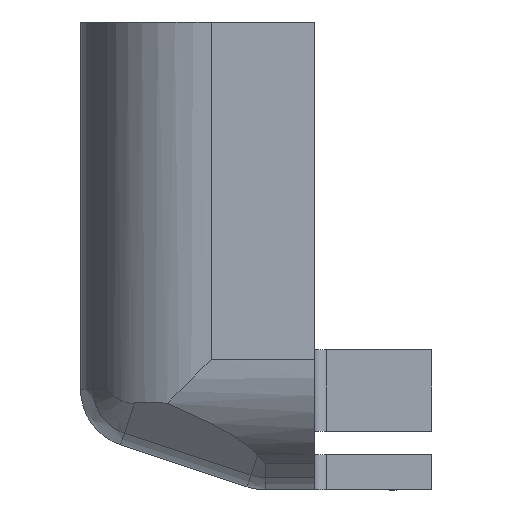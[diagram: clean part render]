
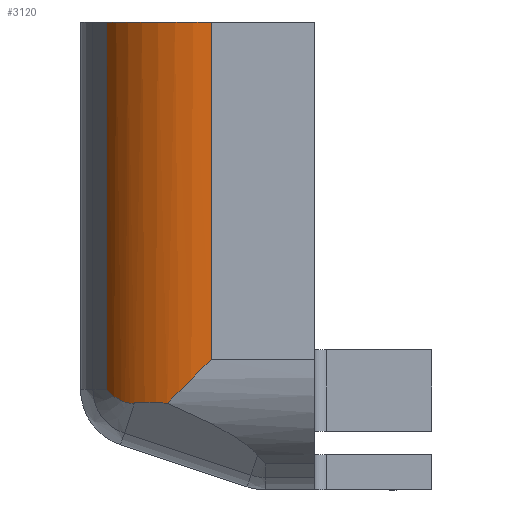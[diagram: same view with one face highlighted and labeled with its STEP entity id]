
A CAD part, left-side view. The second image highlights one B-rep face of the part: STEP entity #3120.
In plain terms, the highlighted cylindrical face has radius 10 mm (diameter 20 mm), a partial arc.
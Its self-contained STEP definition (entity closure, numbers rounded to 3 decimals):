
#30=B_SPLINE_CURVE_WITH_KNOTS('',3,(#5123,#5124,#5125,#5126,#5127,#5128,
#5129,#5130),.UNSPECIFIED.,.F.,.F.,(4,2,2,4),(0.,0.151,0.301,
0.39),.UNSPECIFIED.);
#37=ELLIPSE('',#3410,14.142,10.);
#39=ELLIPSE('',#3415,11.785,10.);
#273=FACE_OUTER_BOUND('',#462,.T.);
#462=EDGE_LOOP('',(#2586,#2587,#2588,#2589,#2590,#2591));
#763=LINE('',#5118,#1073);
#764=LINE('',#5122,#1074);
#1073=VECTOR('',#4162,10.);
#1074=VECTOR('',#4165,10.);
#1252=CIRCLE('',#3417,10.);
#1504=VERTEX_POINT('',#5099);
#1505=VERTEX_POINT('',#5101);
#1508=VERTEX_POINT('',#5111);
#1510=VERTEX_POINT('',#5117);
#1511=VERTEX_POINT('',#5119);
#1512=VERTEX_POINT('',#5121);
#1889=EDGE_CURVE('',#1504,#1505,#37,.T.);
#1894=EDGE_CURVE('',#1508,#1505,#39,.T.);
#1897=EDGE_CURVE('',#1504,#1510,#763,.T.);
#1898=EDGE_CURVE('',#1510,#1511,#1252,.T.);
#1899=EDGE_CURVE('',#1511,#1512,#764,.T.);
#1900=EDGE_CURVE('',#1512,#1508,#30,.T.);
#2586=ORIENTED_EDGE('',*,*,#1889,.F.);
#2587=ORIENTED_EDGE('',*,*,#1897,.T.);
#2588=ORIENTED_EDGE('',*,*,#1898,.T.);
#2589=ORIENTED_EDGE('',*,*,#1899,.T.);
#2590=ORIENTED_EDGE('',*,*,#1900,.T.);
#2591=ORIENTED_EDGE('',*,*,#1894,.T.);
#2991=CYLINDRICAL_SURFACE('',#3416,10.);
#3120=ADVANCED_FACE('',(#273),#2991,.T.);
#3410=AXIS2_PLACEMENT_3D('',#5102,#4144,#4145);
#3415=AXIS2_PLACEMENT_3D('',#5112,#4156,#4157);
#3416=AXIS2_PLACEMENT_3D('',#5116,#4160,#4161);
#3417=AXIS2_PLACEMENT_3D('',#5120,#4163,#4164);
#4144=DIRECTION('center_axis',(0.,-0.707,
-0.707));
#4145=DIRECTION('ref_axis',(0.,0.707,-0.707));
#4156=DIRECTION('center_axis',(0.447,-0.283,0.849));
#4157=DIRECTION('ref_axis',(-0.717,0.454,0.529));
#4160=DIRECTION('center_axis',(0.,0.,1.));
#4161=DIRECTION('ref_axis',(-0.851,0.526,0.));
#4162=DIRECTION('',(0.,0.,1.));
#4163=DIRECTION('center_axis',(0.,0.,-1.));
#4164=DIRECTION('ref_axis',(-0.851,0.526,0.));
#4165=DIRECTION('',(0.,0.,-1.));
#5099=CARTESIAN_POINT('',(0.,18.82,11.18));
#5101=CARTESIAN_POINT('',(0.737,22.589,7.411));
#5102=CARTESIAN_POINT('Origin',(10.,18.82,11.18));
#5111=CARTESIAN_POINT('',(2.461,25.389,7.437));
#5112=CARTESIAN_POINT('Origin',(10.,18.82,1.273));
#5116=CARTESIAN_POINT('Origin',(10.,18.82,0.));
#5117=CARTESIAN_POINT('',(0.,18.82,40.));
#5118=CARTESIAN_POINT('',(0.,18.82,0.));
#5119=CARTESIAN_POINT('',(5.528,27.764,40.));
#5120=CARTESIAN_POINT('Origin',(10.,18.82,40.));
#5121=CARTESIAN_POINT('',(5.528,27.764,8.604));
#5122=CARTESIAN_POINT('',(5.528,27.764,0.));
#5123=CARTESIAN_POINT('Ctrl Pts',(5.528,27.764,8.604));
#5124=CARTESIAN_POINT('Ctrl Pts',(5.136,27.568,8.36));
#5125=CARTESIAN_POINT('Ctrl Pts',(4.709,27.321,8.113));
#5126=CARTESIAN_POINT('Ctrl Pts',(3.878,26.743,7.708));
#5127=CARTESIAN_POINT('Ctrl Pts',(3.473,26.412,7.55));
#5128=CARTESIAN_POINT('Ctrl Pts',(2.901,25.869,7.429));
#5129=CARTESIAN_POINT('Ctrl Pts',(2.669,25.628,7.407));
#5130=CARTESIAN_POINT('Ctrl Pts',(2.461,25.389,7.437));
